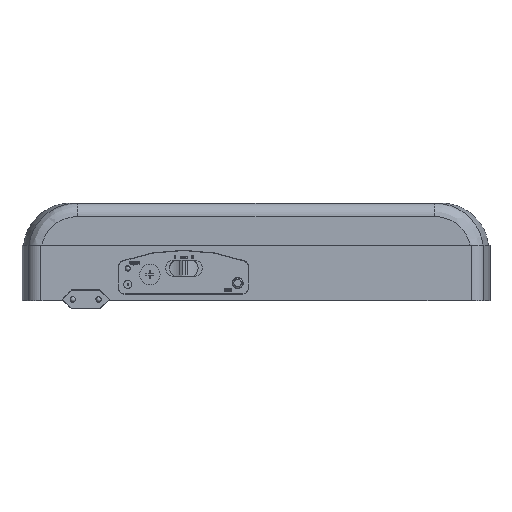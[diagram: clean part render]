
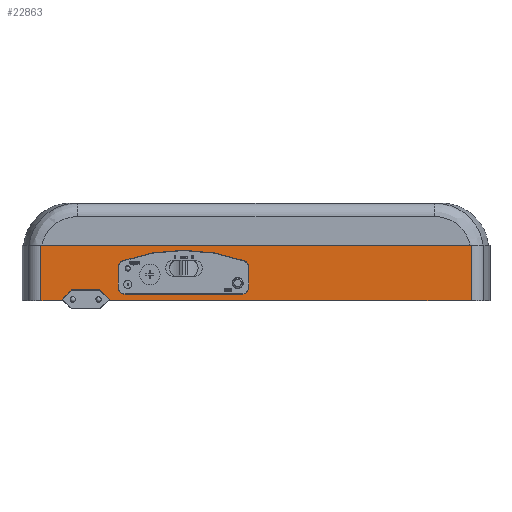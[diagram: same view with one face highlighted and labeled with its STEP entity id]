
A CAD part, top view. The second image highlights one B-rep face of the part: STEP entity #22863.
In plain terms, the highlighted planar face has unit normal (0, 0, 1).
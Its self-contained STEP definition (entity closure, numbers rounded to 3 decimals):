
#154 = EDGE_CURVE ( 'NONE', #5036, #10584, #5826, .T. ) ;
#193 = ORIENTED_EDGE ( 'NONE', *, *, #6815, .F. ) ;
#266 = EDGE_CURVE ( 'NONE', #2829, #6368, #7079, .T. ) ;
#497 = EDGE_LOOP ( 'NONE', ( #13132, #13450, #10557, #17104, #193, #3036 ) ) ;
#947 = VECTOR ( 'NONE', #4019, 1000. ) ;
#1210 = VERTEX_POINT ( 'NONE', #22081 ) ;
#1363 = CIRCLE ( 'NONE', #3387, 5.2 ) ;
#1592 = DIRECTION ( 'NONE',  ( -1., 0., 0. ) ) ;
#1713 = VECTOR ( 'NONE', #10873, 1000. ) ;
#1938 = EDGE_CURVE ( 'NONE', #21315, #1210, #12203, .T. ) ;
#2097 = CARTESIAN_POINT ( 'NONE',  ( -158.51, 41., 36.5 ) ) ;
#2303 = LINE ( 'NONE', #20543, #12139 ) ;
#2361 = DIRECTION ( 'NONE',  ( 1., 0., 0. ) ) ;
#2447 = CARTESIAN_POINT ( 'NONE',  ( -10.5, 10., 36.5 ) ) ;
#2483 = DIRECTION ( 'NONE',  ( 0., 0., 1. ) ) ;
#2505 = VECTOR ( 'NONE', #19769, 1000. ) ;
#2637 = VERTEX_POINT ( 'NONE', #10810 ) ;
#2679 = AXIS2_PLACEMENT_3D ( 'NONE', #2447, #22194, #2361 ) ;
#2829 = VERTEX_POINT ( 'NONE', #20423 ) ;
#3036 = ORIENTED_EDGE ( 'NONE', *, *, #12387, .T. ) ;
#3051 = CARTESIAN_POINT ( 'NONE',  ( -96.5, 4.8, 36.5 ) ) ;
#3175 = CARTESIAN_POINT ( 'NONE',  ( -5.3, 10., 36.5 ) ) ;
#3387 = AXIS2_PLACEMENT_3D ( 'NONE', #13543, #2483, #15368 ) ;
#3494 = VERTEX_POINT ( 'NONE', #20951 ) ;
#3717 = EDGE_CURVE ( 'NONE', #19416, #22655, #2303, .T. ) ;
#3997 = CARTESIAN_POINT ( 'NONE',  ( 158.51, 0., 36.5 ) ) ;
#4019 = DIRECTION ( 'NONE',  ( 0., -1., 0. ) ) ;
#4225 = VECTOR ( 'NONE', #7808, 1000. ) ;
#4278 = CARTESIAN_POINT ( 'NONE',  ( -96.5, 4.8, 36.5 ) ) ;
#4381 = DIRECTION ( 'NONE',  ( 0., 0., -1. ) ) ;
#4578 = VECTOR ( 'NONE', #19364, 1000. ) ;
#4600 = CARTESIAN_POINT ( 'NONE',  ( -158.51, 41., 36.5 ) ) ;
#4809 = DIRECTION ( 'NONE',  ( 0., 0., 1. ) ) ;
#5036 = VERTEX_POINT ( 'NONE', #12092 ) ;
#5136 = AXIS2_PLACEMENT_3D ( 'NONE', #13969, #4381, #17604 ) ;
#5548 = CARTESIAN_POINT ( 'NONE',  ( -101.7, 10., 36.5 ) ) ;
#5826 = LINE ( 'NONE', #21775, #947 ) ;
#5908 = CARTESIAN_POINT ( 'NONE',  ( -158.51, 0., 36.5 ) ) ;
#5920 = AXIS2_PLACEMENT_3D ( 'NONE', #10394, #22986, #12224 ) ;
#6065 = LINE ( 'NONE', #14456, #1713 ) ;
#6123 = DIRECTION ( 'NONE',  ( 1., 0., 0. ) ) ;
#6346 = VERTEX_POINT ( 'NONE', #2097 ) ;
#6368 = VERTEX_POINT ( 'NONE', #11652 ) ;
#6815 = EDGE_CURVE ( 'NONE', #6346, #5036, #6065, .T. ) ;
#7079 = CIRCLE ( 'NONE', #2679, 5.2 ) ;
#7808 = DIRECTION ( 'NONE',  ( 1., 0., 0. ) ) ;
#8251 = EDGE_CURVE ( 'NONE', #6368, #2637, #14364, .T. ) ;
#8554 = DIRECTION ( 'NONE',  ( -1., 0., 0. ) ) ;
#8586 = DIRECTION ( 'NONE',  ( 0., 0., 1. ) ) ;
#8642 = CARTESIAN_POINT ( 'NONE',  ( -96.5, 24.53, 36.5 ) ) ;
#8809 = VECTOR ( 'NONE', #13865, 1000. ) ;
#9337 = CARTESIAN_POINT ( 'NONE',  ( -128.5, 0., 36.5 ) ) ;
#9733 = LINE ( 'NONE', #5908, #4225 ) ;
#10394 = CARTESIAN_POINT ( 'NONE',  ( -125.5, 0., 36.5 ) ) ;
#10557 = ORIENTED_EDGE ( 'NONE', *, *, #22775, .T. ) ;
#10584 = VERTEX_POINT ( 'NONE', #3997 ) ;
#10803 = AXIS2_PLACEMENT_3D ( 'NONE', #23416, #12673, #1592 ) ;
#10810 = CARTESIAN_POINT ( 'NONE',  ( -5.3, 24.53, 36.5 ) ) ;
#10873 = DIRECTION ( 'NONE',  ( 1., 0., 0. ) ) ;
#11652 = CARTESIAN_POINT ( 'NONE',  ( -5.3, 10., 36.5 ) ) ;
#12092 = CARTESIAN_POINT ( 'NONE',  ( 158.51, 41., 36.5 ) ) ;
#12139 = VECTOR ( 'NONE', #15298, 1000. ) ;
#12203 = CIRCLE ( 'NONE', #16385, 5.2 ) ;
#12224 = DIRECTION ( 'NONE',  ( -1., 0., 0. ) ) ;
#12387 = EDGE_CURVE ( 'NONE', #6346, #19416, #23189, .T. ) ;
#12566 = ORIENTED_EDGE ( 'NONE', *, *, #1938, .F. ) ;
#12673 = DIRECTION ( 'NONE',  ( 0., 0., 1. ) ) ;
#12798 = EDGE_CURVE ( 'NONE', #22655, #3494, #17613, .T. ) ;
#12875 = FACE_OUTER_BOUND ( 'NONE', #497, .T. ) ;
#13004 = AXIS2_PLACEMENT_3D ( 'NONE', #15850, #4809, #17628 ) ;
#13132 = ORIENTED_EDGE ( 'NONE', *, *, #3717, .T. ) ;
#13287 = VERTEX_POINT ( 'NONE', #15241 ) ;
#13423 = VERTEX_POINT ( 'NONE', #3051 ) ;
#13450 = ORIENTED_EDGE ( 'NONE', *, *, #12798, .T. ) ;
#13466 = FACE_BOUND ( 'NONE', #13841, .T. ) ;
#13543 = CARTESIAN_POINT ( 'NONE',  ( -10.5, 24.53, 36.5 ) ) ;
#13666 = VERTEX_POINT ( 'NONE', #5548 ) ;
#13841 = EDGE_LOOP ( 'NONE', ( #19615, #12566, #22679, #23236, #21552, #19073, #18806, #15440 ) ) ;
#13865 = DIRECTION ( 'NONE',  ( 0., -1., 0. ) ) ;
#13969 = CARTESIAN_POINT ( 'NONE',  ( -158.51, 41., 36.5 ) ) ;
#14364 = LINE ( 'NONE', #3175, #4578 ) ;
#14456 = CARTESIAN_POINT ( 'NONE',  ( -158.51, 41., 36.5 ) ) ;
#15123 = CARTESIAN_POINT ( 'NONE',  ( -98.254, 29.426, 36.5 ) ) ;
#15241 = CARTESIAN_POINT ( 'NONE',  ( -8.746, 29.426, 36.5 ) ) ;
#15298 = DIRECTION ( 'NONE',  ( 1., 0., 0. ) ) ;
#15368 = DIRECTION ( 'NONE',  ( 1., 0., 0. ) ) ;
#15440 = ORIENTED_EDGE ( 'NONE', *, *, #22594, .F. ) ;
#15831 = PLANE ( 'NONE',  #5136 ) ;
#15850 = CARTESIAN_POINT ( 'NONE',  ( -96.5, 10., 36.5 ) ) ;
#16133 = EDGE_CURVE ( 'NONE', #13287, #21315, #20988, .T. ) ;
#16308 = CIRCLE ( 'NONE', #13004, 5.2 ) ;
#16385 = AXIS2_PLACEMENT_3D ( 'NONE', #8642, #8586, #8554 ) ;
#16634 = CARTESIAN_POINT ( 'NONE',  ( -158.51, 0., 36.5 ) ) ;
#17104 = ORIENTED_EDGE ( 'NONE', *, *, #154, .F. ) ;
#17163 = LINE ( 'NONE', #17969, #2505 ) ;
#17604 = DIRECTION ( 'NONE',  ( -1., 0., 0. ) ) ;
#17613 = CIRCLE ( 'NONE', #5920, 3. ) ;
#17628 = DIRECTION ( 'NONE',  ( 1., 0., 0. ) ) ;
#17969 = CARTESIAN_POINT ( 'NONE',  ( -101.7, 10., 36.5 ) ) ;
#18806 = ORIENTED_EDGE ( 'NONE', *, *, #19901, .F. ) ;
#19073 = ORIENTED_EDGE ( 'NONE', *, *, #266, .F. ) ;
#19364 = DIRECTION ( 'NONE',  ( 0., 1., 0. ) ) ;
#19416 = VERTEX_POINT ( 'NONE', #16634 ) ;
#19615 = ORIENTED_EDGE ( 'NONE', *, *, #22101, .F. ) ;
#19769 = DIRECTION ( 'NONE',  ( 0., -1., 0. ) ) ;
#19901 = EDGE_CURVE ( 'NONE', #13423, #2829, #20803, .T. ) ;
#19937 = EDGE_CURVE ( 'NONE', #2637, #13287, #1363, .T. ) ;
#20240 = VECTOR ( 'NONE', #6123, 1000. ) ;
#20423 = CARTESIAN_POINT ( 'NONE',  ( -10.5, 4.8, 36.5 ) ) ;
#20543 = CARTESIAN_POINT ( 'NONE',  ( -158.51, 0., 36.5 ) ) ;
#20803 = LINE ( 'NONE', #4278, #20240 ) ;
#20951 = CARTESIAN_POINT ( 'NONE',  ( -122.5, 0., 36.5 ) ) ;
#20988 = CIRCLE ( 'NONE', #10803, 132.7 ) ;
#21315 = VERTEX_POINT ( 'NONE', #15123 ) ;
#21552 = ORIENTED_EDGE ( 'NONE', *, *, #8251, .F. ) ;
#21775 = CARTESIAN_POINT ( 'NONE',  ( 158.51, 41., 36.5 ) ) ;
#22081 = CARTESIAN_POINT ( 'NONE',  ( -101.7, 24.53, 36.5 ) ) ;
#22101 = EDGE_CURVE ( 'NONE', #1210, #13666, #17163, .T. ) ;
#22194 = DIRECTION ( 'NONE',  ( 0., 0., 1. ) ) ;
#22594 = EDGE_CURVE ( 'NONE', #13666, #13423, #16308, .T. ) ;
#22655 = VERTEX_POINT ( 'NONE', #9337 ) ;
#22679 = ORIENTED_EDGE ( 'NONE', *, *, #16133, .F. ) ;
#22775 = EDGE_CURVE ( 'NONE', #3494, #10584, #9733, .T. ) ;
#22863 = ADVANCED_FACE ( 'NONE', ( #13466, #12875 ), #15831, .F. ) ;
#22986 = DIRECTION ( 'NONE',  ( 0., 0., -1. ) ) ;
#23189 = LINE ( 'NONE', #4600, #8809 ) ;
#23236 = ORIENTED_EDGE ( 'NONE', *, *, #19937, .F. ) ;
#23416 = CARTESIAN_POINT ( 'NONE',  ( -53.5, -95.5, 36.5 ) ) ;
